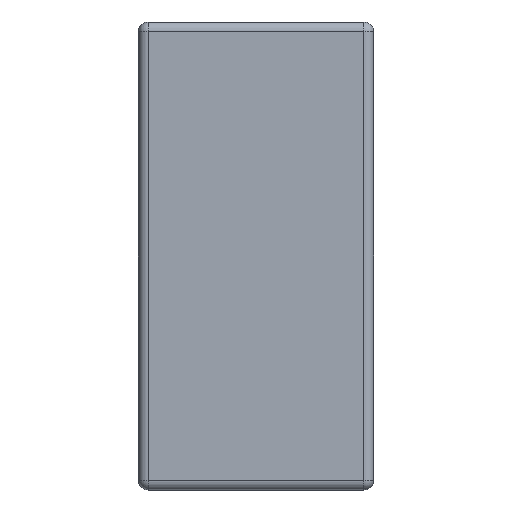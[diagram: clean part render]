
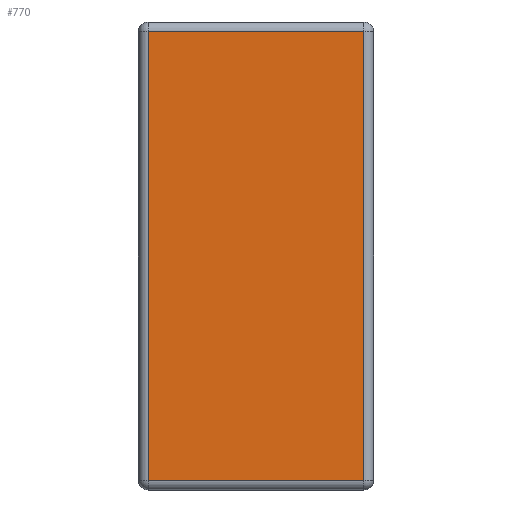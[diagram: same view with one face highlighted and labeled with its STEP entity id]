
A CAD part, left-side view. The second image highlights one B-rep face of the part: STEP entity #770.
In plain terms, the highlighted planar face has unit normal (-1, 0, 0).
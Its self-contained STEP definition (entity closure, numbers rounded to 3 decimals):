
#5 = FACE_OUTER_BOUND ( 'NONE', #2687, .T. ) ;
#71 = DIRECTION ( 'NONE',  ( 0., -1., 0. ) ) ;
#106 = LINE ( 'NONE', #3831, #846 ) ;
#121 = EDGE_CURVE ( 'NONE', #2063, #2796, #869, .T. ) ;
#229 = CARTESIAN_POINT ( 'NONE',  ( 0., 0.939, -0.041 ) ) ;
#380 = CARTESIAN_POINT ( 'NONE',  ( 0., 0.041, -0.041 ) ) ;
#770 = ADVANCED_FACE ( 'NONE', ( #5 ), #3886, .T. ) ;
#846 = VECTOR ( 'NONE', #4543, 1000. ) ;
#869 = LINE ( 'NONE', #4573, #3514 ) ;
#1005 = VERTEX_POINT ( 'NONE', #3956 ) ;
#1145 = LINE ( 'NONE', #1871, #4617 ) ;
#1347 = DIRECTION ( 'NONE',  ( -1., 0., 0. ) ) ;
#1364 = DIRECTION ( 'NONE',  ( 0., 0., 1. ) ) ;
#1512 = DIRECTION ( 'NONE',  ( 0., 0., -1. ) ) ;
#1711 = CARTESIAN_POINT ( 'NONE',  ( 0., 0.041, -1.909 ) ) ;
#1778 = VECTOR ( 'NONE', #1512, 1000. ) ;
#1871 = CARTESIAN_POINT ( 'NONE',  ( 0., 0., -1.909 ) ) ;
#2057 = DIRECTION ( 'NONE',  ( 0., 0., 1. ) ) ;
#2063 = VERTEX_POINT ( 'NONE', #1711 ) ;
#2084 = CARTESIAN_POINT ( 'NONE',  ( 0., 0., 0. ) ) ;
#2260 = EDGE_CURVE ( 'NONE', #3452, #1005, #3870, .T. ) ;
#2344 = ORIENTED_EDGE ( 'NONE', *, *, #2260, .T. ) ;
#2687 = EDGE_LOOP ( 'NONE', ( #3649, #3813, #4297, #2344 ) ) ;
#2796 = VERTEX_POINT ( 'NONE', #380 ) ;
#3328 = CARTESIAN_POINT ( 'NONE',  ( 0., 0.939, -1.95 ) ) ;
#3452 = VERTEX_POINT ( 'NONE', #229 ) ;
#3514 = VECTOR ( 'NONE', #1364, 1000. ) ;
#3541 = AXIS2_PLACEMENT_3D ( 'NONE', #2084, #1347, #2057 ) ;
#3649 = ORIENTED_EDGE ( 'NONE', *, *, #4435, .T. ) ;
#3813 = ORIENTED_EDGE ( 'NONE', *, *, #121, .T. ) ;
#3831 = CARTESIAN_POINT ( 'NONE',  ( 0., 0.98, -0.041 ) ) ;
#3870 = LINE ( 'NONE', #3328, #1778 ) ;
#3886 = PLANE ( 'NONE',  #3541 ) ;
#3956 = CARTESIAN_POINT ( 'NONE',  ( 0., 0.939, -1.909 ) ) ;
#4297 = ORIENTED_EDGE ( 'NONE', *, *, #4666, .T. ) ;
#4435 = EDGE_CURVE ( 'NONE', #1005, #2063, #1145, .T. ) ;
#4543 = DIRECTION ( 'NONE',  ( 0., 1., 0. ) ) ;
#4573 = CARTESIAN_POINT ( 'NONE',  ( 0., 0.041, 0. ) ) ;
#4617 = VECTOR ( 'NONE', #71, 1000. ) ;
#4666 = EDGE_CURVE ( 'NONE', #2796, #3452, #106, .T. ) ;
